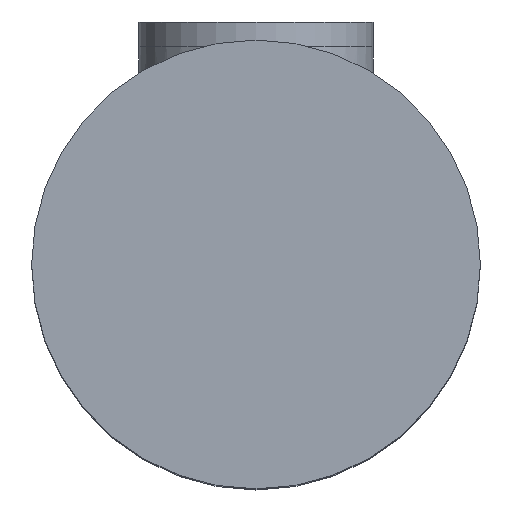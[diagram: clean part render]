
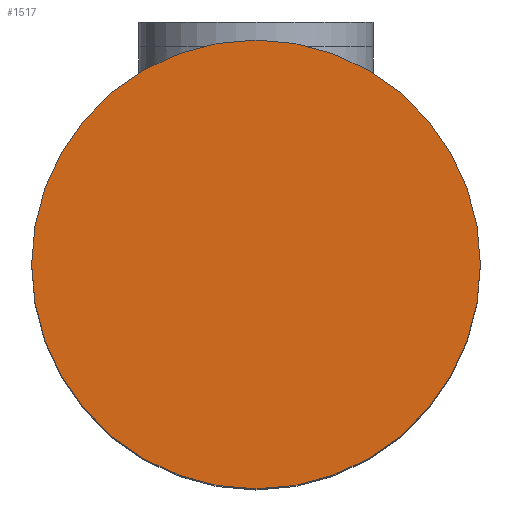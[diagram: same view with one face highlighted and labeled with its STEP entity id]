
A CAD part, top view. The second image highlights one B-rep face of the part: STEP entity #1517.
In plain terms, the highlighted planar face has unit normal (0, 0, 1).
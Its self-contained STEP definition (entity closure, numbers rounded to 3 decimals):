
#1482 = VERTEX_POINT('',#1483);
#1483 = CARTESIAN_POINT('',(182.5,0.,12.));
#1489 = EDGE_CURVE('',#1482,#1482,#1490,.T.);
#1490 = CIRCLE('',#1491,182.5);
#1491 = AXIS2_PLACEMENT_3D('',#1492,#1493,#1494);
#1492 = CARTESIAN_POINT('',(0.,0.,12.));
#1493 = DIRECTION('',(0.,0.,1.));
#1494 = DIRECTION('',(1.,0.,-0.));
#1517 = ADVANCED_FACE('',(#1518),#1521,.T.);
#1518 = FACE_BOUND('',#1519,.T.);
#1519 = EDGE_LOOP('',(#1520));
#1520 = ORIENTED_EDGE('',*,*,#1489,.T.);
#1521 = PLANE('',#1522);
#1522 = AXIS2_PLACEMENT_3D('',#1523,#1524,#1525);
#1523 = CARTESIAN_POINT('',(0.,0.,12.)
  );
#1524 = DIRECTION('',(0.,0.,1.));
#1525 = DIRECTION('',(1.,0.,-0.));
